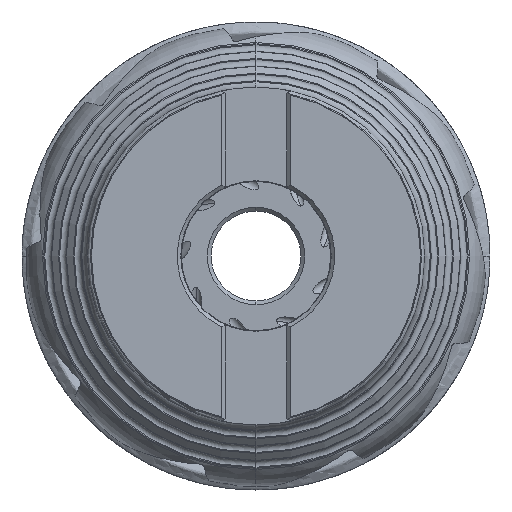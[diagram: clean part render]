
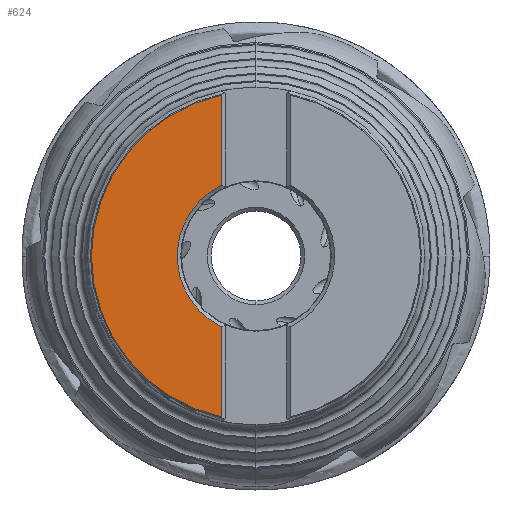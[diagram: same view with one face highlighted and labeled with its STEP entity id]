
A CAD part, left-side view. The second image highlights one B-rep face of the part: STEP entity #624.
In plain terms, the highlighted planar face has unit normal (-1, 0, 0).
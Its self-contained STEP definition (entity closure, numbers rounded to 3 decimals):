
#6 = ORIENTED_EDGE ( 'NONE', *, *, #8329, .T. ) ;
#624 = ADVANCED_FACE ( 'NONE', ( #11866 ), #2405, .F. ) ;
#1873 = ORIENTED_EDGE ( 'NONE', *, *, #9862, .F. ) ;
#2189 = DIRECTION ( 'NONE',  ( 0., 0., -1. ) ) ;
#2405 = PLANE ( 'NONE',  #6267 ) ;
#4133 = DIRECTION ( 'NONE',  ( -1., 0., 0. ) ) ;
#5219 = EDGE_CURVE ( 'NONE', #12284, #21887, #20163, .T. ) ;
#6267 = AXIS2_PLACEMENT_3D ( 'NONE', #18460, #6483, #20641 ) ;
#6483 = DIRECTION ( 'NONE',  ( 1., 0., 0. ) ) ;
#8240 = VERTEX_POINT ( 'NONE', #11981 ) ;
#8303 = CIRCLE ( 'NONE', #14329, 21.025 ) ;
#8329 = EDGE_CURVE ( 'NONE', #16961, #21887, #9728, .T. ) ;
#9728 = CIRCLE ( 'NONE', #22159, 43.92 ) ;
#9862 = EDGE_CURVE ( 'NONE', #16961, #8240, #17557, .T. ) ;
#10818 = CARTESIAN_POINT ( 'NONE',  ( -49.2, 9.15, 42.956 ) ) ;
#10871 = DIRECTION ( 'NONE',  ( 0., 0., -1. ) ) ;
#11665 = CARTESIAN_POINT ( 'NONE',  ( -49.2, 9.15, -42.956 ) ) ;
#11866 = FACE_OUTER_BOUND ( 'NONE', #20647, .T. ) ;
#11981 = CARTESIAN_POINT ( 'NONE',  ( -49.2, 9.15, 18.93 ) ) ;
#12284 = VERTEX_POINT ( 'NONE', #21536 ) ;
#13137 = DIRECTION ( 'NONE',  ( -1., 0., 0. ) ) ;
#13696 = CARTESIAN_POINT ( 'NONE',  ( -49.2, 9.15, -50. ) ) ;
#14329 = AXIS2_PLACEMENT_3D ( 'NONE', #22832, #13137, #10871 ) ;
#16961 = VERTEX_POINT ( 'NONE', #10818 ) ;
#17557 = LINE ( 'NONE', #13696, #20354 ) ;
#18460 = CARTESIAN_POINT ( 'NONE',  ( -49.2, 0., 0. ) ) ;
#19130 = ORIENTED_EDGE ( 'NONE', *, *, #25010, .F. ) ;
#19868 = VECTOR ( 'NONE', #2189, 1000. ) ;
#20163 = LINE ( 'NONE', #24362, #19868 ) ;
#20354 = VECTOR ( 'NONE', #25484, 1000. ) ;
#20641 = DIRECTION ( 'NONE',  ( 0., 0., -1. ) ) ;
#20647 = EDGE_LOOP ( 'NONE', ( #6, #21344, #19130, #1873 ) ) ;
#21344 = ORIENTED_EDGE ( 'NONE', *, *, #5219, .F. ) ;
#21536 = CARTESIAN_POINT ( 'NONE',  ( -49.2, 9.15, -18.93 ) ) ;
#21887 = VERTEX_POINT ( 'NONE', #11665 ) ;
#22115 = DIRECTION ( 'NONE',  ( 0., 0., -1. ) ) ;
#22159 = AXIS2_PLACEMENT_3D ( 'NONE', #22188, #4133, #22115 ) ;
#22188 = CARTESIAN_POINT ( 'NONE',  ( -49.2, 0., 0. ) ) ;
#22832 = CARTESIAN_POINT ( 'NONE',  ( -49.2, 0., 0. ) ) ;
#24362 = CARTESIAN_POINT ( 'NONE',  ( -49.2, 9.15, -50. ) ) ;
#25010 = EDGE_CURVE ( 'NONE', #8240, #12284, #8303, .T. ) ;
#25484 = DIRECTION ( 'NONE',  ( 0., 0., -1. ) ) ;
